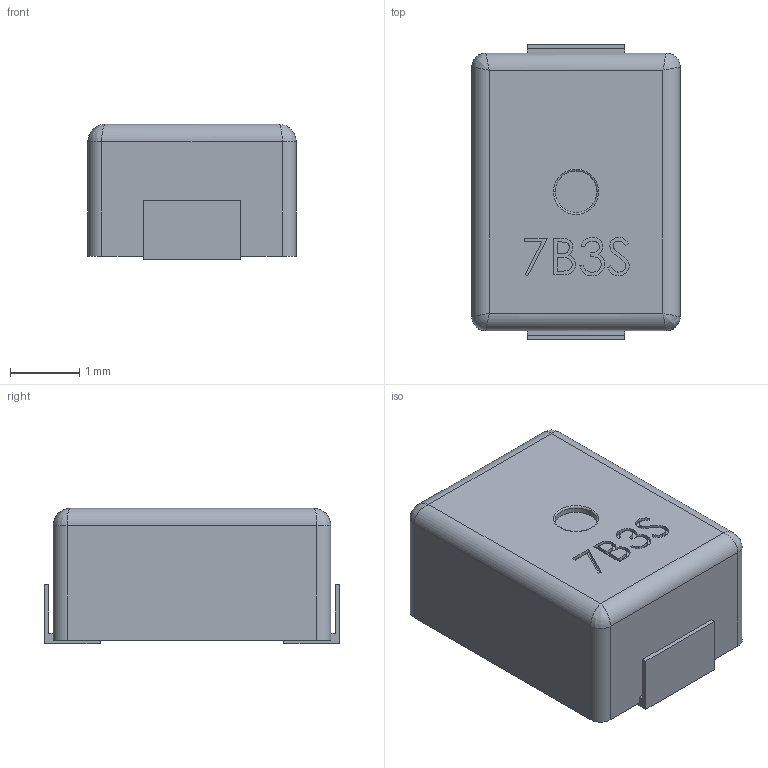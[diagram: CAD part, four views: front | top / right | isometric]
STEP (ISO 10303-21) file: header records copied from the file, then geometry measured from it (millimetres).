
FILE_DESCRIPTION (( 'STEP AP214' ), '1' );
FILE_NAME ('passivesmdbuzzer.STEP', '2021-12-26T11:21:20', ( '' ), ( '' ), 'SwSTEP 2.0', 'SolidWorks 2021', '' );
FILE_SCHEMA (( 'AUTOMOTIVE_DESIGN' ));
Length unit declared in the file: millimetre
Products named in the file (1): passivesmdbuzzer
Bounding box: 3 x 4.25 x 1.95 mm (x, y, z)
Volume: 22.8 mm3; surface area: 54.3 mm2
Topology: 1 solids, 1 shells, 103 faces, 272 edges, 174 vertices
Faces by surface type: plane 49, bspline 42, cylinder 10, torus 2
Entity records: 5271 total; most frequent: CARTESIAN_POINT 2772, ORIENTED_EDGE 536, DIRECTION 324, EDGE_CURVE 268, VERTEX_POINT 174, LINE 168, VECTOR 168, EDGE_LOOP 110
